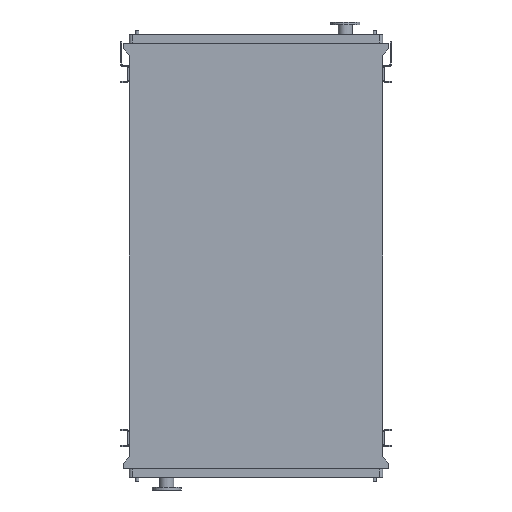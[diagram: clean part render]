
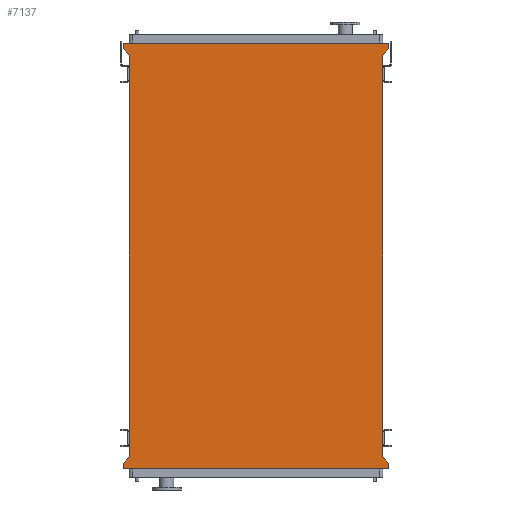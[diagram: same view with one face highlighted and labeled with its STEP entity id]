
A CAD part, front view. The second image highlights one B-rep face of the part: STEP entity #7137.
In plain terms, the highlighted planar face has unit normal (0, -1, 0).
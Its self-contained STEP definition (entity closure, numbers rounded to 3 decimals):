
#40 = CARTESIAN_POINT ( 'NONE',  ( 1011., 0., -3103. ) ) ;
#108 = CARTESIAN_POINT ( 'NONE',  ( 1011., 0., 53. ) ) ;
#135 = DIRECTION ( 'NONE',  ( -0.655, 0., -0.755 ) ) ;
#551 = CARTESIAN_POINT ( 'NONE',  ( -1011., 0., -3103. ) ) ;
#596 = VECTOR ( 'NONE', #11695, 1000. ) ;
#605 = VERTEX_POINT ( 'NONE', #2225 ) ;
#684 = LINE ( 'NONE', #7559, #9562 ) ;
#987 = DIRECTION ( 'NONE',  ( 0., 0., -1. ) ) ;
#1086 = DIRECTION ( 'NONE',  ( 0., 0., -1. ) ) ;
#1105 = LINE ( 'NONE', #11715, #596 ) ;
#1154 = DIRECTION ( 'NONE',  ( 0., -1., 0. ) ) ;
#1357 = PLANE ( 'NONE',  #12003 ) ;
#1361 = DIRECTION ( 'NONE',  ( -1., 0., 0. ) ) ;
#1442 = CARTESIAN_POINT ( 'NONE',  ( 1011., 0., -3145. ) ) ;
#1465 = CARTESIAN_POINT ( 'NONE',  ( 1011., 0., 53. ) ) ;
#1682 = CARTESIAN_POINT ( 'NONE',  ( -965., 0., -3050. ) ) ;
#1753 = LINE ( 'NONE', #5316, #15522 ) ;
#2225 = CARTESIAN_POINT ( 'NONE',  ( -1011., 0., -3145. ) ) ;
#2370 = ORIENTED_EDGE ( 'NONE', *, *, #4887, .F. ) ;
#2525 = CARTESIAN_POINT ( 'NONE',  ( -965., 0., 0. ) ) ;
#2595 = DIRECTION ( 'NONE',  ( -0.655, 0., 0.755 ) ) ;
#2772 = LINE ( 'NONE', #8087, #13127 ) ;
#3183 = CARTESIAN_POINT ( 'NONE',  ( -1011., 0., -3145. ) ) ;
#3308 = VECTOR ( 'NONE', #135, 1000. ) ;
#3316 = DIRECTION ( 'NONE',  ( 0., 0., 1. ) ) ;
#3591 = VERTEX_POINT ( 'NONE', #1465 ) ;
#3626 = LINE ( 'NONE', #9519, #6826 ) ;
#3986 = CARTESIAN_POINT ( 'NONE',  ( -965., 0., 0. ) ) ;
#4196 = DIRECTION ( 'NONE',  ( 0.655, 0., 0.755 ) ) ;
#4338 = CARTESIAN_POINT ( 'NONE',  ( -1011., 0., -3103. ) ) ;
#4640 = CARTESIAN_POINT ( 'NONE',  ( 1011., 0., -3145. ) ) ;
#4836 = LINE ( 'NONE', #16088, #11114 ) ;
#4887 = EDGE_CURVE ( 'NONE', #8213, #9851, #3626, .T. ) ;
#5316 = CARTESIAN_POINT ( 'NONE',  ( -1011., 0., 53. ) ) ;
#5335 = DIRECTION ( 'NONE',  ( 0., 0., 1. ) ) ;
#5562 = CARTESIAN_POINT ( 'NONE',  ( 1011., 0., 95. ) ) ;
#5709 = ORIENTED_EDGE ( 'NONE', *, *, #10241, .F. ) ;
#6186 = VERTEX_POINT ( 'NONE', #9684 ) ;
#6271 = VECTOR ( 'NONE', #987, 1000. ) ;
#6646 = ORIENTED_EDGE ( 'NONE', *, *, #11060, .F. ) ;
#6826 = VECTOR ( 'NONE', #9351, 1000. ) ;
#7119 = ORIENTED_EDGE ( 'NONE', *, *, #11257, .F. ) ;
#7137 = ADVANCED_FACE ( 'NONE', ( #8626 ), #1357, .T. ) ;
#7258 = CARTESIAN_POINT ( 'NONE',  ( -965., 0., -3050. ) ) ;
#7288 = CARTESIAN_POINT ( 'NONE',  ( -1011., 0., 95. ) ) ;
#7559 = CARTESIAN_POINT ( 'NONE',  ( 965., 0., -3050. ) ) ;
#7593 = DIRECTION ( 'NONE',  ( 0., 0., -1. ) ) ;
#7789 = DIRECTION ( 'NONE',  ( 0., 0., 1. ) ) ;
#7867 = LINE ( 'NONE', #4338, #16478 ) ;
#8073 = LINE ( 'NONE', #2525, #8448 ) ;
#8087 = CARTESIAN_POINT ( 'NONE',  ( 1011., 0., 95. ) ) ;
#8102 = VERTEX_POINT ( 'NONE', #8311 ) ;
#8213 = VERTEX_POINT ( 'NONE', #7258 ) ;
#8311 = CARTESIAN_POINT ( 'NONE',  ( -1011., 0., 53. ) ) ;
#8448 = VECTOR ( 'NONE', #2595, 1000. ) ;
#8626 = FACE_OUTER_BOUND ( 'NONE', #16027, .T. ) ;
#9351 = DIRECTION ( 'NONE',  ( 0., 0., 1. ) ) ;
#9519 = CARTESIAN_POINT ( 'NONE',  ( -965., 0., -3050. ) ) ;
#9562 = VECTOR ( 'NONE', #7789, 1000. ) ;
#9660 = EDGE_CURVE ( 'NONE', #6186, #13009, #684, .T. ) ;
#9684 = CARTESIAN_POINT ( 'NONE',  ( 965., 0., -3050. ) ) ;
#9727 = ORIENTED_EDGE ( 'NONE', *, *, #10446, .F. ) ;
#9851 = VERTEX_POINT ( 'NONE', #3986 ) ;
#10241 = EDGE_CURVE ( 'NONE', #3591, #13009, #16491, .T. ) ;
#10341 = EDGE_CURVE ( 'NONE', #10396, #3591, #2772, .T. ) ;
#10396 = VERTEX_POINT ( 'NONE', #5562 ) ;
#10446 = EDGE_CURVE ( 'NONE', #8102, #14839, #1753, .T. ) ;
#10467 = ORIENTED_EDGE ( 'NONE', *, *, #11344, .F. ) ;
#10542 = EDGE_CURVE ( 'NONE', #9851, #8102, #8073, .T. ) ;
#10571 = CARTESIAN_POINT ( 'NONE',  ( 965., 0., 0. ) ) ;
#10933 = VECTOR ( 'NONE', #1361, 1000. ) ;
#11031 = VERTEX_POINT ( 'NONE', #4640 ) ;
#11060 = EDGE_CURVE ( 'NONE', #16556, #8213, #7867, .T. ) ;
#11114 = VECTOR ( 'NONE', #16031, 1000. ) ;
#11152 = EDGE_CURVE ( 'NONE', #605, #16556, #15849, .T. ) ;
#11257 = EDGE_CURVE ( 'NONE', #11031, #605, #16953, .T. ) ;
#11344 = EDGE_CURVE ( 'NONE', #12631, #11031, #15994, .T. ) ;
#11434 = EDGE_CURVE ( 'NONE', #6186, #12631, #4836, .T. ) ;
#11695 = DIRECTION ( 'NONE',  ( 1., 0., 0. ) ) ;
#11715 = CARTESIAN_POINT ( 'NONE',  ( -1011., 0., 95. ) ) ;
#12003 = AXIS2_PLACEMENT_3D ( 'NONE', #1682, #1154, #1086 ) ;
#12073 = CARTESIAN_POINT ( 'NONE',  ( 1011., 0., -3103. ) ) ;
#12114 = ORIENTED_EDGE ( 'NONE', *, *, #9660, .T. ) ;
#12471 = ORIENTED_EDGE ( 'NONE', *, *, #10341, .F. ) ;
#12631 = VERTEX_POINT ( 'NONE', #12073 ) ;
#13009 = VERTEX_POINT ( 'NONE', #10571 ) ;
#13127 = VECTOR ( 'NONE', #7593, 1000. ) ;
#14839 = VERTEX_POINT ( 'NONE', #7288 ) ;
#15509 = VECTOR ( 'NONE', #3316, 1000. ) ;
#15522 = VECTOR ( 'NONE', #5335, 1000. ) ;
#15611 = ORIENTED_EDGE ( 'NONE', *, *, #16863, .F. ) ;
#15849 = LINE ( 'NONE', #3183, #15509 ) ;
#15935 = ORIENTED_EDGE ( 'NONE', *, *, #10542, .F. ) ;
#15994 = LINE ( 'NONE', #40, #6271 ) ;
#16027 = EDGE_LOOP ( 'NONE', ( #12114, #5709, #12471, #15611, #9727, #15935, #2370, #6646, #16246, #7119, #10467, #16561 ) ) ;
#16031 = DIRECTION ( 'NONE',  ( 0.655, 0., -0.755 ) ) ;
#16088 = CARTESIAN_POINT ( 'NONE',  ( 965., 0., -3050. ) ) ;
#16246 = ORIENTED_EDGE ( 'NONE', *, *, #11152, .F. ) ;
#16478 = VECTOR ( 'NONE', #4196, 1000. ) ;
#16491 = LINE ( 'NONE', #108, #3308 ) ;
#16556 = VERTEX_POINT ( 'NONE', #551 ) ;
#16561 = ORIENTED_EDGE ( 'NONE', *, *, #11434, .F. ) ;
#16863 = EDGE_CURVE ( 'NONE', #14839, #10396, #1105, .T. ) ;
#16953 = LINE ( 'NONE', #1442, #10933 ) ;
